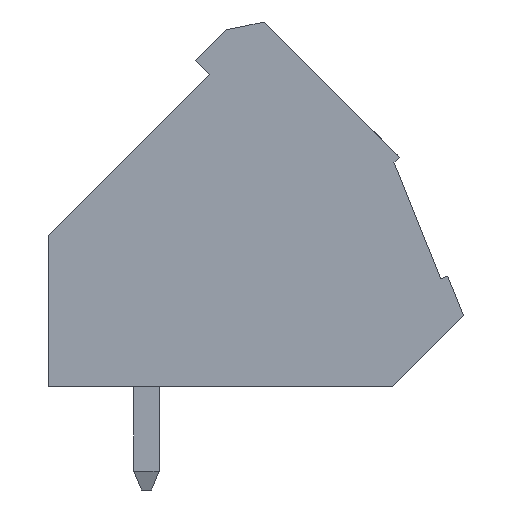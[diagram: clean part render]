
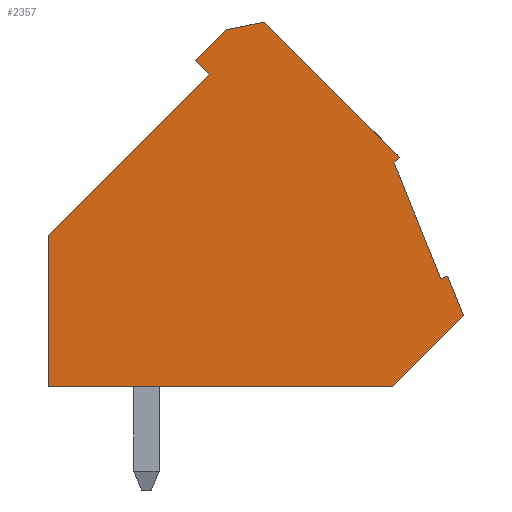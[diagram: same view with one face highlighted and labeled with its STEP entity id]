
A CAD part, left-side view. The second image highlights one B-rep face of the part: STEP entity #2357.
In plain terms, the highlighted planar face has unit normal (-1, 0, 0).
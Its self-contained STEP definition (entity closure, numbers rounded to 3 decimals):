
#2357 = ADVANCED_FACE( '', ( #4906 ), #4907, .F. );
#4906 = FACE_OUTER_BOUND( '', #7692, .T. );
#4907 = PLANE( '', #7693 );
#7692 = EDGE_LOOP( '', ( #14526, #14527, #14528, #14529, #14530, #14531, #14532, #14533, #14534, #14535, #14536, #14537 ) );
#7693 = AXIS2_PLACEMENT_3D( '', #14538, #14539, #14540 );
#14526 = ORIENTED_EDGE( '', *, *, #18175, .F. );
#14527 = ORIENTED_EDGE( '', *, *, #20291, .F. );
#14528 = ORIENTED_EDGE( '', *, *, #19811, .F. );
#14529 = ORIENTED_EDGE( '', *, *, #18578, .F. );
#14530 = ORIENTED_EDGE( '', *, *, #20292, .F. );
#14531 = ORIENTED_EDGE( '', *, *, #18098, .F. );
#14532 = ORIENTED_EDGE( '', *, *, #20293, .F. );
#14533 = ORIENTED_EDGE( '', *, *, #17851, .F. );
#14534 = ORIENTED_EDGE( '', *, *, #18327, .F. );
#14535 = ORIENTED_EDGE( '', *, *, #19740, .F. );
#14536 = ORIENTED_EDGE( '', *, *, #19909, .F. );
#14537 = ORIENTED_EDGE( '', *, *, #18007, .F. );
#14538 = CARTESIAN_POINT( '', ( -54.04, 0., 0. ) );
#14539 = DIRECTION( '', ( 1., 0., 0. ) );
#14540 = DIRECTION( '', ( 0., 0., -1. ) );
#17851 = EDGE_CURVE( '', #21710, #21711, #21712, .T. );
#18007 = EDGE_CURVE( '', #21984, #21986, #21987, .T. );
#18098 = EDGE_CURVE( '', #22142, #22143, #22144, .T. );
#18175 = EDGE_CURVE( '', #22281, #21984, #22283, .T. );
#18327 = EDGE_CURVE( '', #22546, #21710, #22547, .T. );
#18578 = EDGE_CURVE( '', #22958, #22960, #22961, .T. );
#19740 = EDGE_CURVE( '', #24719, #22546, #24720, .T. );
#19811 = EDGE_CURVE( '', #22960, #24813, #24814, .T. );
#19909 = EDGE_CURVE( '', #21986, #24719, #24946, .T. );
#20291 = EDGE_CURVE( '', #24813, #22281, #25409, .T. );
#20292 = EDGE_CURVE( '', #22143, #22958, #25410, .T. );
#20293 = EDGE_CURVE( '', #21711, #22142, #25411, .T. );
#21710 = VERTEX_POINT( '', #27275 );
#21711 = VERTEX_POINT( '', #27276 );
#21712 = LINE( '', #27277, #27278 );
#21984 = VERTEX_POINT( '', #27691 );
#21986 = VERTEX_POINT( '', #27694 );
#21987 = LINE( '', #27695, #27696 );
#22142 = VERTEX_POINT( '', #27919 );
#22143 = VERTEX_POINT( '', #27920 );
#22144 = LINE( '', #27921, #27922 );
#22281 = VERTEX_POINT( '', #28108 );
#22283 = LINE( '', #28111, #28112 );
#22546 = VERTEX_POINT( '', #28511 );
#22547 = LINE( '', #28512, #28513 );
#22958 = VERTEX_POINT( '', #29136 );
#22960 = VERTEX_POINT( '', #29139 );
#22961 = LINE( '', #29140, #29141 );
#24719 = VERTEX_POINT( '', #31814 );
#24720 = LINE( '', #31815, #31816 );
#24813 = VERTEX_POINT( '', #31958 );
#24814 = LINE( '', #31959, #31960 );
#24946 = LINE( '', #32161, #32162 );
#25409 = LINE( '', #32875, #32876 );
#25410 = LINE( '', #32877, #32878 );
#25411 = LINE( '', #32879, #32880 );
#27275 = CARTESIAN_POINT( '', ( -54.04, 0.987, 9.98 ) );
#27276 = CARTESIAN_POINT( '', ( -54.04, -0.215, 11.182 ) );
#27277 = CARTESIAN_POINT( '', ( -54.04, 0.987, 9.98 ) );
#27278 = VECTOR( '', #34244, 1000. );
#27691 = CARTESIAN_POINT( '', ( -54.04, -6.836, -3. ) );
#27694 = CARTESIAN_POINT( '', ( -54.04, 6.836, -3. ) );
#27695 = CARTESIAN_POINT( '', ( -54.04, -6.836, -3. ) );
#27696 = VECTOR( '', #34387, 1000. );
#27919 = CARTESIAN_POINT( '', ( -54.04, -1.735, 11.5 ) );
#27920 = CARTESIAN_POINT( '', ( -54.04, -7.109, 6.126 ) );
#27921 = CARTESIAN_POINT( '', ( -54.04, -1.735, 11.5 ) );
#27922 = VECTOR( '', #34471, 1000. );
#28108 = CARTESIAN_POINT( '', ( -54.04, -9.664, -0.172 ) );
#28111 = CARTESIAN_POINT( '', ( -54.04, -9.664, -0.172 ) );
#28112 = VECTOR( '', #34582, 1000. );
#28511 = CARTESIAN_POINT( '', ( -54.04, 0.422, 9.414 ) );
#28512 = CARTESIAN_POINT( '', ( -54.04, 0.422, 9.414 ) );
#28513 = VECTOR( '', #34734, 1000. );
#29136 = CARTESIAN_POINT( '', ( -54.04, -6.897, 5.914 ) );
#29139 = CARTESIAN_POINT( '', ( -54.04, -8.752, 1.294 ) );
#29140 = CARTESIAN_POINT( '', ( -54.04, -6.897, 5.914 ) );
#29141 = VECTOR( '', #34969, 1000. );
#31814 = CARTESIAN_POINT( '', ( -54.04, 6.836, 3. ) );
#31815 = CARTESIAN_POINT( '', ( -54.04, 6.836, 3. ) );
#31816 = VECTOR( '', #36077, 1000. );
#31958 = CARTESIAN_POINT( '', ( -54.04, -9.031, 1.406 ) );
#31959 = CARTESIAN_POINT( '', ( -54.04, -8.752, 1.294 ) );
#31960 = VECTOR( '', #36130, 1000. );
#32161 = CARTESIAN_POINT( '', ( -54.04, 6.836, -3. ) );
#32162 = VECTOR( '', #36224, 1000. );
#32875 = CARTESIAN_POINT( '', ( -54.04, -9.031, 1.406 ) );
#32876 = VECTOR( '', #36532, 1000. );
#32877 = CARTESIAN_POINT( '', ( -54.04, -7.109, 6.126 ) );
#32878 = VECTOR( '', #36533, 1000. );
#32879 = CARTESIAN_POINT( '', ( -54.04, -0.215, 11.182 ) );
#32880 = VECTOR( '', #36534, 1000. );
#34244 = DIRECTION( '', ( 0., -0.707, 0.707 ) );
#34387 = DIRECTION( '', ( 0., 1., 0. ) );
#34471 = DIRECTION( '', ( 0., -0.707, -0.707 ) );
#34582 = DIRECTION( '', ( 0., 0.707, -0.707 ) );
#34734 = DIRECTION( '', ( 0., 0.707, 0.707 ) );
#34969 = DIRECTION( '', ( 0., -0.373, -0.928 ) );
#36077 = DIRECTION( '', ( 0., -0.707, 0.707 ) );
#36130 = DIRECTION( '', ( 0., -0.928, 0.373 ) );
#36224 = DIRECTION( '', ( 0., 0., 1. ) );
#36532 = DIRECTION( '', ( 0., -0.373, -0.928 ) );
#36533 = DIRECTION( '', ( 0., 0.707, -0.707 ) );
#36534 = DIRECTION( '', ( 0., -0.979, 0.205 ) );
